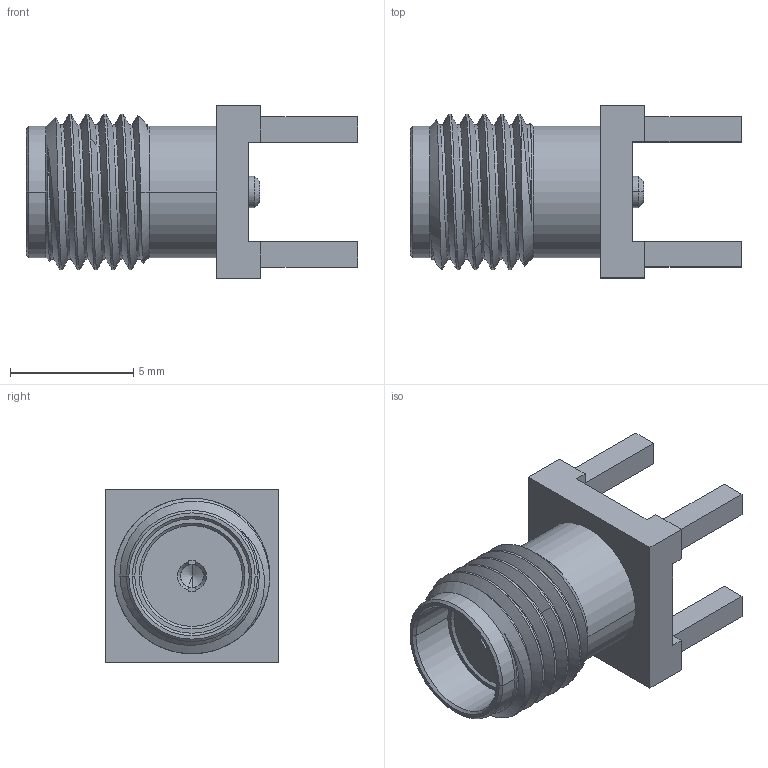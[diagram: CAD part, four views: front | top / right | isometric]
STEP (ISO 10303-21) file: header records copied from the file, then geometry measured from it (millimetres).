
FILE_DESCRIPTION((''),'2;1');
FILE_NAME('132134-15','2018-01-18T',('Rajagopal'),(''),'CREO PARAMETRIC BY PTC INC, 2017020','CREO PARAMETRIC BY PTC INC, 2017020','');
FILE_SCHEMA(('CONFIG_CONTROL_DESIGN'));
Length unit declared in the file: inch
Products named in the file (1): 132134-15
Bounding box: 13.47 x 7 x 7 mm (x, y, z)
Volume: 237.9 mm3; surface area: 438.4 mm2
Topology: 1 solids, 1 shells, 85 faces, 220 edges, 141 vertices
Faces by surface type: plane 41, cylinder 22, cone 16, bspline 6
Entity records: 5452 total; most frequent: CARTESIAN_POINT 3383, ORIENTED_EDGE 436, DIRECTION 392, EDGE_CURVE 218, VERTEX_POINT 141, VECTOR 136, LINE 136, AXIS2_PLACEMENT_3D 128
